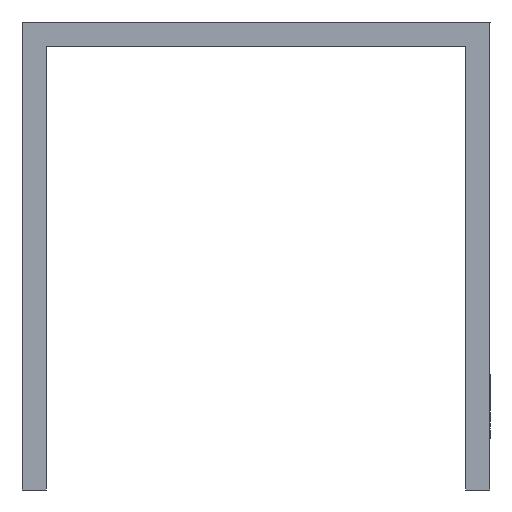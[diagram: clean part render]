
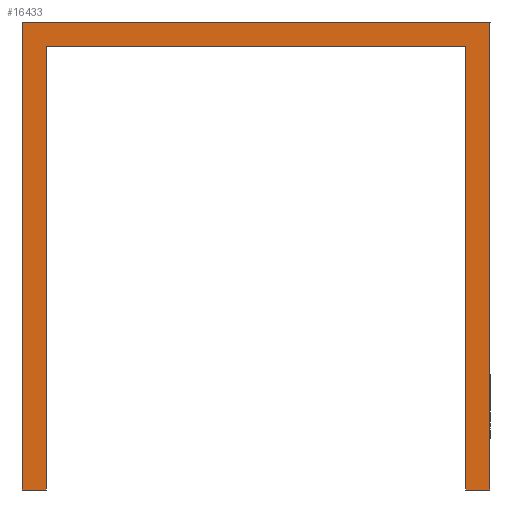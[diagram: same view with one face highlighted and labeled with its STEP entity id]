
A CAD part, front view. The second image highlights one B-rep face of the part: STEP entity #16433.
In plain terms, the highlighted planar face has unit normal (0, -1, 0).
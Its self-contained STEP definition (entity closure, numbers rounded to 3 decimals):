
#839 = CARTESIAN_POINT ( 'NONE',  ( 24., 0., 2.5 ) ) ;
#846 = DIRECTION ( 'NONE',  ( 0., 0., -1. ) ) ;
#1387 = EDGE_LOOP ( 'NONE', ( #9448, #8403, #13312, #10266, #12872, #6631, #15828, #14264 ) ) ;
#2726 = VECTOR ( 'NONE', #5305, 1000. ) ;
#2849 = LINE ( 'NONE', #10381, #3524 ) ;
#3414 = DIRECTION ( 'NONE',  ( 1., 0., 0. ) ) ;
#3524 = VECTOR ( 'NONE', #846, 1000. ) ;
#3547 = CARTESIAN_POINT ( 'NONE',  ( -21.5, 0., 0. ) ) ;
#3579 = LINE ( 'NONE', #16712, #8547 ) ;
#3801 = VECTOR ( 'NONE', #15579, 1000. ) ;
#3825 = LINE ( 'NONE', #16150, #2726 ) ;
#3879 = VERTEX_POINT ( 'NONE', #16122 ) ;
#4403 = VERTEX_POINT ( 'NONE', #10528 ) ;
#4413 = CARTESIAN_POINT ( 'NONE',  ( 21.5, 0., -45.5 ) ) ;
#4470 = VERTEX_POINT ( 'NONE', #6791 ) ;
#4673 = EDGE_CURVE ( 'NONE', #4470, #5758, #7453, .T. ) ;
#5158 = EDGE_CURVE ( 'NONE', #15869, #4470, #3579, .T. ) ;
#5305 = DIRECTION ( 'NONE',  ( -1., 0., 0. ) ) ;
#5407 = CARTESIAN_POINT ( 'NONE',  ( 21.5, 0., 0. ) ) ;
#5507 = PLANE ( 'NONE',  #15671 ) ;
#5758 = VERTEX_POINT ( 'NONE', #4413 ) ;
#6138 = DIRECTION ( 'NONE',  ( -1., 0., 0. ) ) ;
#6554 = CARTESIAN_POINT ( 'NONE',  ( -24., 0., 2.5 ) ) ;
#6631 = ORIENTED_EDGE ( 'NONE', *, *, #14245, .F. ) ;
#6791 = CARTESIAN_POINT ( 'NONE',  ( 24., 0., -45.5 ) ) ;
#7333 = LINE ( 'NONE', #839, #15673 ) ;
#7341 = CARTESIAN_POINT ( 'NONE',  ( 21.5, 0., -45.5 ) ) ;
#7453 = LINE ( 'NONE', #7341, #3801 ) ;
#7915 = VERTEX_POINT ( 'NONE', #6554 ) ;
#8403 = ORIENTED_EDGE ( 'NONE', *, *, #4673, .F. ) ;
#8547 = VECTOR ( 'NONE', #15449, 1000. ) ;
#8926 = FACE_OUTER_BOUND ( 'NONE', #1387, .T. ) ;
#9445 = CARTESIAN_POINT ( 'NONE',  ( -24., 0., -45.5 ) ) ;
#9448 = ORIENTED_EDGE ( 'NONE', *, *, #11498, .F. ) ;
#9572 = DIRECTION ( 'NONE',  ( 0., 0., -1. ) ) ;
#10266 = ORIENTED_EDGE ( 'NONE', *, *, #11478, .F. ) ;
#10381 = CARTESIAN_POINT ( 'NONE',  ( -21.5, 0., 0. ) ) ;
#10442 = EDGE_CURVE ( 'NONE', #16966, #3879, #2849, .T. ) ;
#10528 = CARTESIAN_POINT ( 'NONE',  ( -24., 0., -45.5 ) ) ;
#10687 = CARTESIAN_POINT ( 'NONE',  ( -21.5, 0., 0. ) ) ;
#10829 = DIRECTION ( 'NONE',  ( 0., 0., 1. ) ) ;
#11138 = EDGE_CURVE ( 'NONE', #13699, #16966, #14615, .T. ) ;
#11478 = EDGE_CURVE ( 'NONE', #7915, #15869, #7333, .T. ) ;
#11498 = EDGE_CURVE ( 'NONE', #5758, #13699, #16974, .T. ) ;
#12266 = DIRECTION ( 'NONE',  ( 0., -1., 0. ) ) ;
#12872 = ORIENTED_EDGE ( 'NONE', *, *, #14224, .F. ) ;
#13312 = ORIENTED_EDGE ( 'NONE', *, *, #5158, .F. ) ;
#13699 = VERTEX_POINT ( 'NONE', #5407 ) ;
#14224 = EDGE_CURVE ( 'NONE', #4403, #7915, #16489, .T. ) ;
#14245 = EDGE_CURVE ( 'NONE', #3879, #4403, #3825, .T. ) ;
#14264 = ORIENTED_EDGE ( 'NONE', *, *, #11138, .F. ) ;
#14391 = VECTOR ( 'NONE', #6138, 1000. ) ;
#14421 = DIRECTION ( 'NONE',  ( 0., 0., 1. ) ) ;
#14615 = LINE ( 'NONE', #3547, #14391 ) ;
#15449 = DIRECTION ( 'NONE',  ( 0., 0., -1. ) ) ;
#15579 = DIRECTION ( 'NONE',  ( -1., 0., 0. ) ) ;
#15671 = AXIS2_PLACEMENT_3D ( 'NONE', #16348, #12266, #9572 ) ;
#15673 = VECTOR ( 'NONE', #3414, 1000. ) ;
#15683 = CARTESIAN_POINT ( 'NONE',  ( 24., 0., 2.5 ) ) ;
#15794 = CARTESIAN_POINT ( 'NONE',  ( 21.5, 0., 0. ) ) ;
#15828 = ORIENTED_EDGE ( 'NONE', *, *, #10442, .F. ) ;
#15869 = VERTEX_POINT ( 'NONE', #15683 ) ;
#16122 = CARTESIAN_POINT ( 'NONE',  ( -21.5, 0., -45.5 ) ) ;
#16150 = CARTESIAN_POINT ( 'NONE',  ( -21.5, 0., -45.5 ) ) ;
#16264 = VECTOR ( 'NONE', #10829, 1000. ) ;
#16318 = VECTOR ( 'NONE', #14421, 1000. ) ;
#16348 = CARTESIAN_POINT ( 'NONE',  ( 0., 0., 0. ) ) ;
#16433 = ADVANCED_FACE ( 'NONE', ( #8926 ), #5507, .T. ) ;
#16489 = LINE ( 'NONE', #9445, #16264 ) ;
#16712 = CARTESIAN_POINT ( 'NONE',  ( 24., 0., -45.5 ) ) ;
#16966 = VERTEX_POINT ( 'NONE', #10687 ) ;
#16974 = LINE ( 'NONE', #15794, #16318 ) ;
